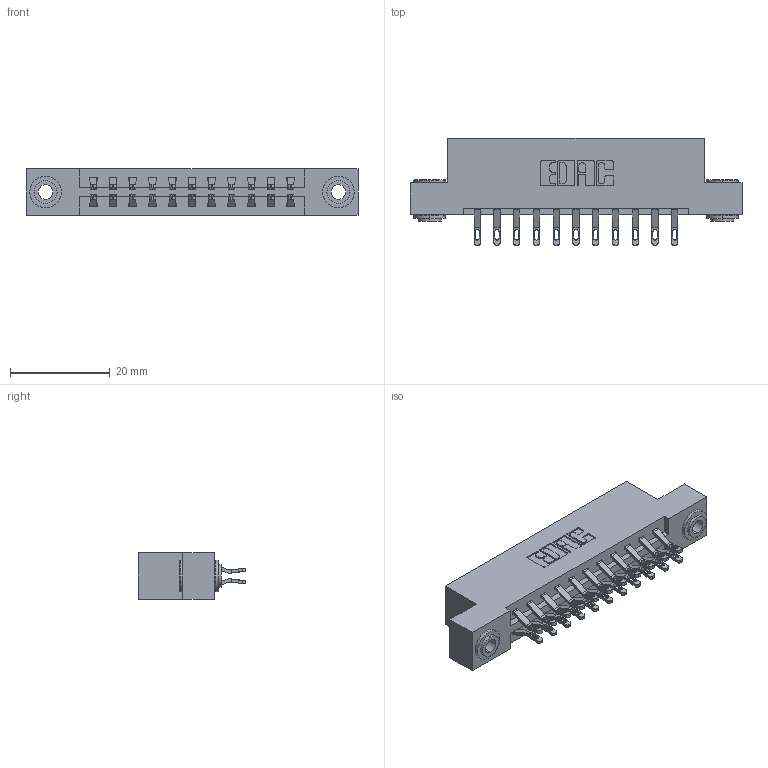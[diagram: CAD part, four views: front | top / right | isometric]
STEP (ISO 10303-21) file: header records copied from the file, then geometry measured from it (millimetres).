
FILE_DESCRIPTION (( 'STEP AP203' ), '1' );
FILE_NAME ('387-022-555-203.STEP', '2019-10-16T17:05:53', ( '' ), ( '' ), 'SwSTEP 2.0', 'SolidWorks 2016', '' );
FILE_SCHEMA (( 'CONFIG_CONTROL_DESIGN' ));
Length unit declared in the file: inch
Products named in the file (4): 345-292-001_555 Tail; 337 Part_Flush Mounting Lugs - 0.156 Dia-TH; 345-250-002_345-250-002-102; 387-022-555-203
Assembly tree (25 placements, depth 2):
  387-022-555-203
    337 Part_Flush Mounting Lugs - 0.156 Dia-TH
    345-292-001_555 Tail  x22
    345-250-002_345-250-002-102  x2
Bounding box: 66.6 x 21.47 x 9.4 mm (x, y, z)
Volume: 6689.3 mm3; surface area: 7726 mm2
Topology: 25 solids, 25 shells, 1472 faces, 4545 edges, 3026 vertices
Faces by surface type: plane 872, cylinder 592, cone 8
Entity records: 13514 total; most frequent: CARTESIAN_POINT 2311, ORIENTED_EDGE 2210, DIRECTION 2027, EDGE_CURVE 1105, VECTOR 933, LINE 933, VERTEX_POINT 734, AXIS2_PLACEMENT_3D 547
